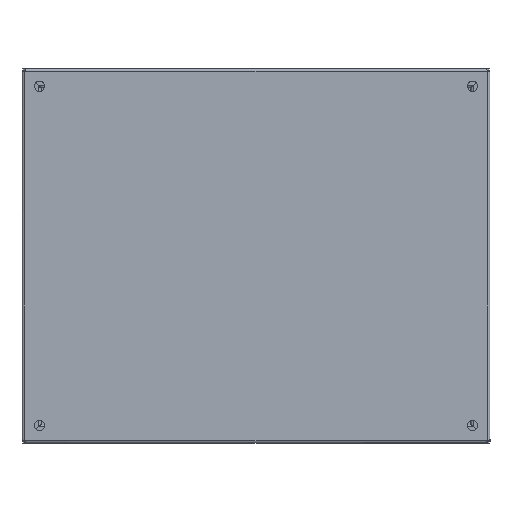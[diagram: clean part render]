
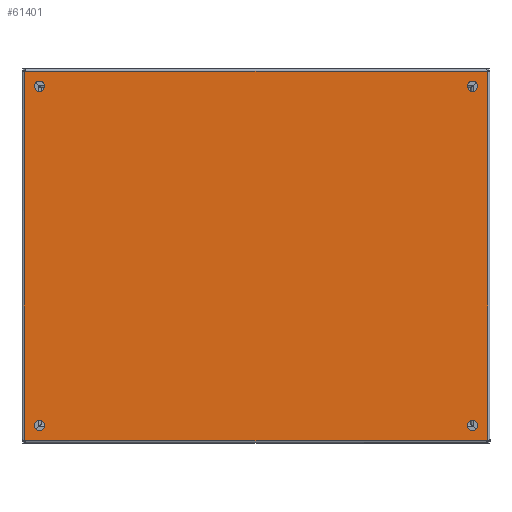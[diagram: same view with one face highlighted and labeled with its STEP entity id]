
A CAD part, top view. The second image highlights one B-rep face of the part: STEP entity #61401.
In plain terms, the highlighted planar face has unit normal (0, 0, 1).
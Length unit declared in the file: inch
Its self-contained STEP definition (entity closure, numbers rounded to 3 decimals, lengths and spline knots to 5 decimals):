
#678 = LINE ( 'NONE', #5829, #9589 ) ;
#1547 = EDGE_CURVE ( 'NONE', #37651, #37651, #69264, .T. ) ;
#1705 = AXIS2_PLACEMENT_3D ( 'NONE', #42174, #61843, #74610 ) ;
#2136 = EDGE_LOOP ( 'NONE', ( #11585 ) ) ;
#3138 = VERTEX_POINT ( 'NONE', #70137 ) ;
#3759 = CIRCLE ( 'NONE', #56719, 0.21875 ) ;
#3936 = CARTESIAN_POINT ( 'NONE',  ( 18.90625, 15.125, 6.9175 ) ) ;
#5408 = CARTESIAN_POINT ( 'NONE',  ( -0.00777, -0.01975, 6.9175 ) ) ;
#5829 = CARTESIAN_POINT ( 'NONE',  ( 9.875, -0.01975, 6.9175 ) ) ;
#6445 = CARTESIAN_POINT ( 'NONE',  ( -0.06289, 15.81289, 6.9175 ) ) ;
#8684 = EDGE_CURVE ( 'NONE', #75617, #73089, #37547, .T. ) ;
#9019 = ORIENTED_EDGE ( 'NONE', *, *, #69602, .T. ) ;
#9589 = VECTOR ( 'NONE', #30972, 39.37008 ) ;
#10393 = VERTEX_POINT ( 'NONE', #16533 ) ;
#10828 = AXIS2_PLACEMENT_3D ( 'NONE', #28830, #34935, #20769 ) ;
#11448 = CIRCLE ( 'NONE', #17781, 0.07 ) ;
#11585 = ORIENTED_EDGE ( 'NONE', *, *, #33917, .T. ) ;
#12066 = CIRCLE ( 'NONE', #36127, 0.07 ) ;
#13861 = CARTESIAN_POINT ( 'NONE',  ( -0.06289, -0.06289, 6.9175 ) ) ;
#14172 = CARTESIAN_POINT ( 'NONE',  ( 0.40625, 15.125, 6.9175 ) ) ;
#14302 = DIRECTION ( 'NONE',  ( -1., 0., 0. ) ) ;
#14707 = EDGE_CURVE ( 'NONE', #3138, #73089, #79870, .T. ) ;
#14723 = EDGE_CURVE ( 'NONE', #77804, #10393, #62022, .T. ) ;
#15678 = CARTESIAN_POINT ( 'NONE',  ( 19.81289, -0.06289, 6.9175 ) ) ;
#16084 = CIRCLE ( 'NONE', #56385, 0.21875 ) ;
#16533 = CARTESIAN_POINT ( 'NONE',  ( 19.75777, 15.76975, 6.9175 ) ) ;
#17366 = CARTESIAN_POINT ( 'NONE',  ( -0.01975, 15.75777, 6.9175 ) ) ;
#17781 = AXIS2_PLACEMENT_3D ( 'NONE', #13861, #58724, #70691 ) ;
#18546 = ORIENTED_EDGE ( 'NONE', *, *, #8684, .F. ) ;
#18714 = CARTESIAN_POINT ( 'NONE',  ( 19.76975, -0.00777, 6.9175 ) ) ;
#20552 = CARTESIAN_POINT ( 'NONE',  ( 19.125, 0.625, 6.9175 ) ) ;
#20769 = DIRECTION ( 'NONE',  ( -1., 0., 0. ) ) ;
#21963 = ORIENTED_EDGE ( 'NONE', *, *, #32404, .T. ) ;
#22053 = FACE_BOUND ( 'NONE', #67529, .T. ) ;
#23903 = DIRECTION ( 'NONE',  ( -1., 0., 0. ) ) ;
#25226 = CARTESIAN_POINT ( 'NONE',  ( 19.76975, 15.75777, 6.9175 ) ) ;
#28065 = FACE_OUTER_BOUND ( 'NONE', #35502, .T. ) ;
#28515 = CIRCLE ( 'NONE', #74916, 0.07 ) ;
#28543 = EDGE_CURVE ( 'NONE', #75617, #10393, #28515, .T. ) ;
#28830 = CARTESIAN_POINT ( 'NONE',  ( 19.125, 15.125, 6.9175 ) ) ;
#29153 = VERTEX_POINT ( 'NONE', #17366 ) ;
#29542 = ORIENTED_EDGE ( 'NONE', *, *, #50221, .F. ) ;
#29675 = ORIENTED_EDGE ( 'NONE', *, *, #52470, .F. ) ;
#30038 = FACE_BOUND ( 'NONE', #74199, .T. ) ;
#30357 = VERTEX_POINT ( 'NONE', #31534 ) ;
#30702 = ORIENTED_EDGE ( 'NONE', *, *, #14723, .F. ) ;
#30972 = DIRECTION ( 'NONE',  ( -1., 0., 0. ) ) ;
#31090 = CIRCLE ( 'NONE', #10828, 0.21875 ) ;
#31323 = DIRECTION ( 'NONE',  ( 1., 0., 0. ) ) ;
#31534 = CARTESIAN_POINT ( 'NONE',  ( 0.40625, 0.625, 6.9175 ) ) ;
#32404 = EDGE_CURVE ( 'NONE', #77804, #29153, #12066, .T. ) ;
#32782 = DIRECTION ( 'NONE',  ( -1., 0., 0. ) ) ;
#33917 = EDGE_CURVE ( 'NONE', #62330, #62330, #3759, .T. ) ;
#34935 = DIRECTION ( 'NONE',  ( 0., 0., -1. ) ) ;
#35292 = DIRECTION ( 'NONE',  ( 1., 0., 0. ) ) ;
#35502 = EDGE_LOOP ( 'NONE', ( #68990, #18546, #74902, #30702, #21963, #29542, #9019, #29675 ) ) ;
#36127 = AXIS2_PLACEMENT_3D ( 'NONE', #6445, #69308, #31323 ) ;
#37547 = LINE ( 'NONE', #43064, #38519 ) ;
#37651 = VERTEX_POINT ( 'NONE', #48617 ) ;
#37691 = CARTESIAN_POINT ( 'NONE',  ( -0.01975, -0.00777, 6.9175 ) ) ;
#38059 = CARTESIAN_POINT ( 'NONE',  ( -0.00777, 15.76975, 6.9175 ) ) ;
#38519 = VECTOR ( 'NONE', #81037, 39.37008 ) ;
#40518 = AXIS2_PLACEMENT_3D ( 'NONE', #20552, #70788, #32782 ) ;
#42174 = CARTESIAN_POINT ( 'NONE',  ( 9.875, 7.875, 6.9175 ) ) ;
#42720 = PLANE ( 'NONE',  #1705 ) ;
#42759 = ORIENTED_EDGE ( 'NONE', *, *, #50542, .T. ) ;
#42994 = VERTEX_POINT ( 'NONE', #37691 ) ;
#43064 = CARTESIAN_POINT ( 'NONE',  ( 19.76975, 7.875, 6.9175 ) ) ;
#44347 = EDGE_LOOP ( 'NONE', ( #75969 ) ) ;
#48151 = VECTOR ( 'NONE', #35292, 39.37008 ) ;
#48617 = CARTESIAN_POINT ( 'NONE',  ( 18.90625, 0.625, 6.9175 ) ) ;
#48667 = LINE ( 'NONE', #81001, #61593 ) ;
#49108 = CARTESIAN_POINT ( 'NONE',  ( 19.81289, 15.81289, 6.9175 ) ) ;
#50221 = EDGE_CURVE ( 'NONE', #42994, #29153, #48667, .T. ) ;
#50542 = EDGE_CURVE ( 'NONE', #77053, #77053, #31090, .T. ) ;
#52470 = EDGE_CURVE ( 'NONE', #3138, #72180, #678, .T. ) ;
#56385 = AXIS2_PLACEMENT_3D ( 'NONE', #62738, #68568, #23903 ) ;
#56719 = AXIS2_PLACEMENT_3D ( 'NONE', #70028, #64201, #14302 ) ;
#57779 = FACE_BOUND ( 'NONE', #2136, .T. ) ;
#58724 = DIRECTION ( 'NONE',  ( 0., 0., -1. ) ) ;
#60567 = DIRECTION ( 'NONE',  ( 0., 0., -1. ) ) ;
#61401 = ADVANCED_FACE ( 'NONE', ( #57779, #22053, #30038, #67741, #28065 ), #42720, .F. ) ;
#61593 = VECTOR ( 'NONE', #69068, 39.37008 ) ;
#61695 = EDGE_CURVE ( 'NONE', #30357, #30357, #16084, .T. ) ;
#61843 = DIRECTION ( 'NONE',  ( 0., 0., -1. ) ) ;
#62022 = LINE ( 'NONE', #66920, #48151 ) ;
#62308 = AXIS2_PLACEMENT_3D ( 'NONE', #15678, #60567, #73304 ) ;
#62330 = VERTEX_POINT ( 'NONE', #14172 ) ;
#62738 = CARTESIAN_POINT ( 'NONE',  ( 0.625, 0.625, 6.9175 ) ) ;
#64201 = DIRECTION ( 'NONE',  ( 0., 0., -1. ) ) ;
#66920 = CARTESIAN_POINT ( 'NONE',  ( 9.875, 15.76975, 6.9175 ) ) ;
#67529 = EDGE_LOOP ( 'NONE', ( #42759 ) ) ;
#67741 = FACE_BOUND ( 'NONE', #44347, .T. ) ;
#68568 = DIRECTION ( 'NONE',  ( 0., 0., -1. ) ) ;
#68990 = ORIENTED_EDGE ( 'NONE', *, *, #14707, .T. ) ;
#69068 = DIRECTION ( 'NONE',  ( 0., 1., 0. ) ) ;
#69264 = CIRCLE ( 'NONE', #40518, 0.21875 ) ;
#69308 = DIRECTION ( 'NONE',  ( 0., 0., -1. ) ) ;
#69602 = EDGE_CURVE ( 'NONE', #42994, #72180, #11448, .T. ) ;
#70028 = CARTESIAN_POINT ( 'NONE',  ( 0.625, 15.125, 6.9175 ) ) ;
#70137 = CARTESIAN_POINT ( 'NONE',  ( 19.75777, -0.01975, 6.9175 ) ) ;
#70691 = DIRECTION ( 'NONE',  ( 1., 0., 0. ) ) ;
#70788 = DIRECTION ( 'NONE',  ( 0., 0., -1. ) ) ;
#72180 = VERTEX_POINT ( 'NONE', #5408 ) ;
#73089 = VERTEX_POINT ( 'NONE', #18714 ) ;
#73304 = DIRECTION ( 'NONE',  ( 1., 0., 0. ) ) ;
#74038 = DIRECTION ( 'NONE',  ( 1., 0., 0. ) ) ;
#74199 = EDGE_LOOP ( 'NONE', ( #75981 ) ) ;
#74602 = DIRECTION ( 'NONE',  ( 0., 0., -1. ) ) ;
#74610 = DIRECTION ( 'NONE',  ( -1., 0., 0. ) ) ;
#74902 = ORIENTED_EDGE ( 'NONE', *, *, #28543, .T. ) ;
#74916 = AXIS2_PLACEMENT_3D ( 'NONE', #49108, #74602, #74038 ) ;
#75617 = VERTEX_POINT ( 'NONE', #25226 ) ;
#75969 = ORIENTED_EDGE ( 'NONE', *, *, #1547, .T. ) ;
#75981 = ORIENTED_EDGE ( 'NONE', *, *, #61695, .T. ) ;
#77053 = VERTEX_POINT ( 'NONE', #3936 ) ;
#77804 = VERTEX_POINT ( 'NONE', #38059 ) ;
#79870 = CIRCLE ( 'NONE', #62308, 0.07 ) ;
#81001 = CARTESIAN_POINT ( 'NONE',  ( -0.01975, 7.875, 6.9175 ) ) ;
#81037 = DIRECTION ( 'NONE',  ( 0., -1., 0. ) ) ;
